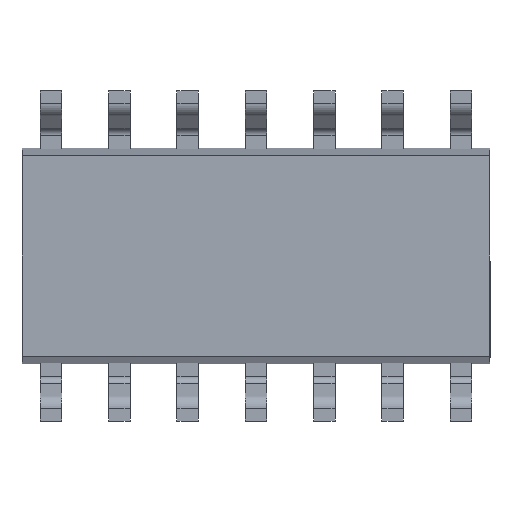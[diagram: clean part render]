
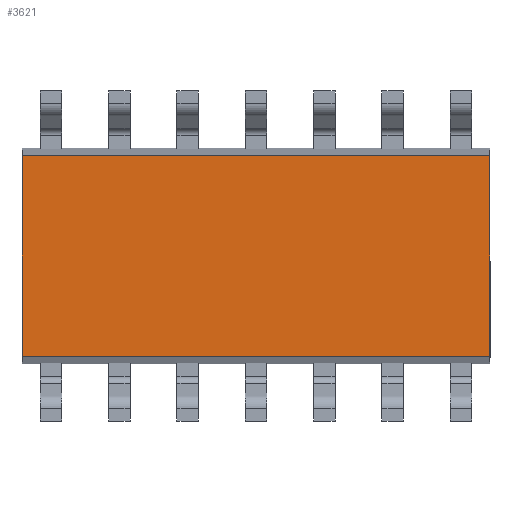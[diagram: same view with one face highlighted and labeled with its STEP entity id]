
A CAD part, front view. The second image highlights one B-rep face of the part: STEP entity #3621.
In plain terms, the highlighted planar face has unit normal (0, -1, 0).
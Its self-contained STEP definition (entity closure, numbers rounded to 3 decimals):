
#125 = CARTESIAN_POINT ( 'NONE',  ( 4.35, -0.725, 1.868 ) ) ;
#247 = LINE ( 'NONE', #125, #1624 ) ;
#358 = DIRECTION ( 'NONE',  ( 0., 0., 1. ) ) ;
#379 = AXIS2_PLACEMENT_3D ( 'NONE', #4696, #4846, #4780 ) ;
#956 = CARTESIAN_POINT ( 'NONE',  ( 4.35, -0.725, -1.868 ) ) ;
#993 = VECTOR ( 'NONE', #4339, 1000. ) ;
#1034 = VECTOR ( 'NONE', #4353, 1000. ) ;
#1624 = VECTOR ( 'NONE', #358, 1000. ) ;
#1630 = FACE_OUTER_BOUND ( 'NONE', #2920, .T. ) ;
#2111 = EDGE_CURVE ( 'NONE', #3016, #2976, #4362, .T. ) ;
#2167 = EDGE_CURVE ( 'NONE', #2976, #3065, #4369, .T. ) ;
#2218 = EDGE_CURVE ( 'NONE', #3016, #2852, #4519, .T. ) ;
#2852 = VERTEX_POINT ( 'NONE', #956 ) ;
#2920 = EDGE_LOOP ( 'NONE', ( #4426, #4423, #4432, #4359 ) ) ;
#2976 = VERTEX_POINT ( 'NONE', #5005 ) ;
#3016 = VERTEX_POINT ( 'NONE', #5018 ) ;
#3065 = VERTEX_POINT ( 'NONE', #5859 ) ;
#3595 = EDGE_CURVE ( 'NONE', #2852, #3065, #247, .T. ) ;
#3621 = ADVANCED_FACE ( 'NONE', ( #1630 ), #4702, .T. ) ;
#4292 = CARTESIAN_POINT ( 'NONE',  ( -8.998, -0.725, -1.868 ) ) ;
#4321 = CARTESIAN_POINT ( 'NONE',  ( -8.998, -0.725, 1.868 ) ) ;
#4339 = DIRECTION ( 'NONE',  ( 1., 0., 0. ) ) ;
#4353 = DIRECTION ( 'NONE',  ( 1., 0., 0. ) ) ;
#4359 = ORIENTED_EDGE ( 'NONE', *, *, #2167, .F. ) ;
#4362 = LINE ( 'NONE', #4364, #4573 ) ;
#4364 = CARTESIAN_POINT ( 'NONE',  ( -4.35, -0.725, 1.868 ) ) ;
#4369 = LINE ( 'NONE', #4321, #993 ) ;
#4378 = DIRECTION ( 'NONE',  ( 0., 0., 1. ) ) ;
#4423 = ORIENTED_EDGE ( 'NONE', *, *, #2218, .T. ) ;
#4426 = ORIENTED_EDGE ( 'NONE', *, *, #2111, .F. ) ;
#4432 = ORIENTED_EDGE ( 'NONE', *, *, #3595, .T. ) ;
#4519 = LINE ( 'NONE', #4292, #1034 ) ;
#4573 = VECTOR ( 'NONE', #4378, 1000. ) ;
#4696 = CARTESIAN_POINT ( 'NONE',  ( -8.998, -0.725, 1.868 ) ) ;
#4702 = PLANE ( 'NONE',  #379 ) ;
#4780 = DIRECTION ( 'NONE',  ( 0., 0., -1. ) ) ;
#4846 = DIRECTION ( 'NONE',  ( 0., -1., 0. ) ) ;
#5005 = CARTESIAN_POINT ( 'NONE',  ( -4.35, -0.725, 1.868 ) ) ;
#5018 = CARTESIAN_POINT ( 'NONE',  ( -4.35, -0.725, -1.868 ) ) ;
#5859 = CARTESIAN_POINT ( 'NONE',  ( 4.35, -0.725, 1.868 ) ) ;
